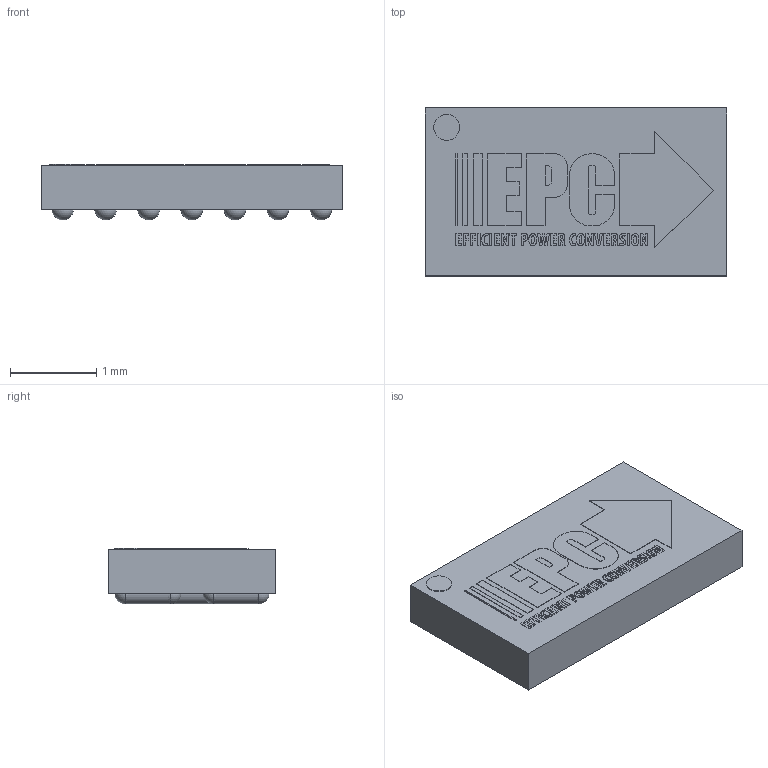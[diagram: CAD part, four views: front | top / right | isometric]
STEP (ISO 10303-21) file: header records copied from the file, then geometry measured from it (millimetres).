
FILE_DESCRIPTION(('FreeCAD Model'),'2;1');
FILE_NAME('Open CASCADE Shape Model','2023-11-27T13:07:00',(''),(''), 'Open CASCADE STEP processor 7.6','FreeCAD','Unknown');
FILE_SCHEMA(('AUTOMOTIVE_DESIGN { 1 0 10303 214 1 1 1 1 }'));
Length unit declared in the file: millimetre
Products named in the file (67): D0320; EPClogo3mm; Extrude024; Extrude; Extrude001; Extrude002; Extrude003; Extrude004; Extrude005; Extrude006; Extrude007; Extrude008; Extrude009; Extrude010; Extrude011; Extrude012; Extrude013; Extrude014; Extrude015; Extrude016; Extrude017; Extrude018; Extrude019; Extrude020; Extrude021; Extrude022; Extrude023; Green008; Green001; Green002; Green003; Green004; Green005; Green006; Green007; 7801949616; Extruded; 7804011440; Sphere; 7804011440001 ...
Assembly tree (86 placements, depth 4):
  D0320
    EPClogo3mm
      Extrude024
        Extrude
        Extrude001
        Extrude002
        Extrude003
        Extrude004
        Extrude005
        Extrude006
        Extrude007
        Extrude008
        Extrude009
        Extrude010
        Extrude011
        Extrude012
        Extrude013
        Extrude014
        Extrude015
        Extrude016
        Extrude017
        Extrude018
        Extrude019
        Extrude020
        Extrude021
        Extrude022
        Extrude023
      Green008
        Green001
        Green002
        Green003
        Green004
        Green005
        Green006
        Green007
    7801949616
      Extruded
    7804011440
      Sphere
    7804011440001
      Sphere
    7801949776
      Cylinder
    7801957216
      Cylinder001
    7804011440002
      Sphere
    7804011440003
      Sphere
    7804011440004
      Sphere
    7804011440005
      Sphere
    7801949776001
      Cylinder
    7801957216001
      Cylinder001
    7804011440006
      Sphere
    7804011440007
Bounding box: 3.5 x 1.95 x 0.65 mm (x, y, z)
Volume: 4.2 mm3; surface area: 35.2 mm2
Topology: 57 solids, 57 shells, 533 faces, 1353 edges, 902 vertices
Faces by surface type: plane 252, bspline 152, extrusion 104, sphere 16, cylinder 9
Full cylindrical faces by diameter (mm): 0.25 x8, 0.3 x1
Entity records: 16992 total; most frequent: CARTESIAN_POINT 4547, ORIENTED_EDGE 2580, DIRECTION 1448, EDGE_CURVE 1290, VERTEX_POINT 861, VECTOR 764, B_SPLINE_CURVE_WITH_KNOTS 726, LINE 660
